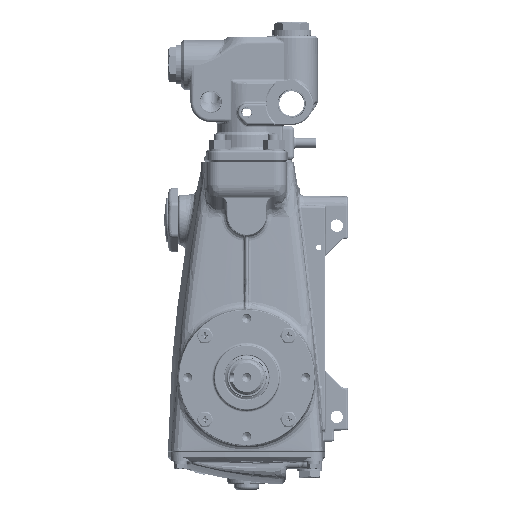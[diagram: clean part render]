
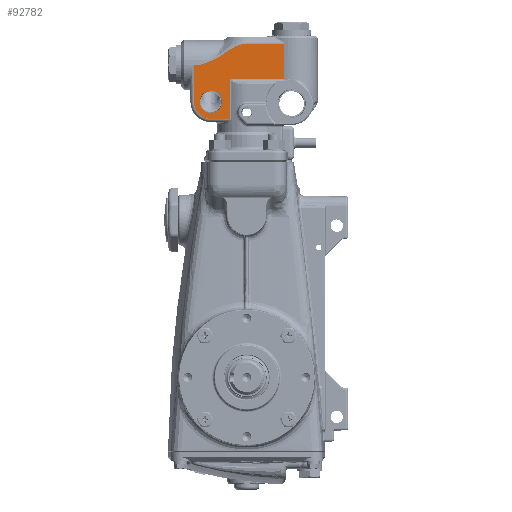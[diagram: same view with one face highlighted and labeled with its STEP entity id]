
A CAD part, left-side view. The second image highlights one B-rep face of the part: STEP entity #92782.
In plain terms, the highlighted planar face has unit normal (-1, 0, 0).
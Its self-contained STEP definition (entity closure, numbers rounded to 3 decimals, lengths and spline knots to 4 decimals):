
#2533 = CARTESIAN_POINT ( 'NONE',  ( -2.5984, 1.2598, 9.6457 ) ) ;
#4684 = CARTESIAN_POINT ( 'NONE',  ( -2.5984, 0.3111, 11.6214 ) ) ;
#7137 = ORIENTED_EDGE ( 'NONE', *, *, #64579, .T. ) ;
#7404 = CARTESIAN_POINT ( 'NONE',  ( -2.5984, 0.3296, 11.6141 ) ) ;
#14622 = CARTESIAN_POINT ( 'NONE',  ( -2.5984, 1.4485, 11.0042 ) ) ;
#22281 = AXIS2_PLACEMENT_3D ( 'NONE', #206492, #127247, #210530 ) ;
#25213 = CARTESIAN_POINT ( 'NONE',  ( -2.5984, 0.5678, 10.4528 ) ) ;
#26565 = CARTESIAN_POINT ( 'NONE',  ( -2.5984, 0.2544, 11.6415 ) ) ;
#27863 = B_SPLINE_CURVE_WITH_KNOTS ( 'NONE', 3,
 ( #257379, #108499, #191817, #26565, #68905, #4684, #7404, #127644, #29267, #130370, #213695, #49774, #153578, #88047 ),
 .UNSPECIFIED., .F., .F.,
 ( 4, 2, 2, 2, 2, 2, 4 ),
 ( 0., 0.006, 0.0076, 0.0091, 0.0121, 0.0181, 0.0242 ),
 .UNSPECIFIED. ) ;
#27929 = VERTEX_POINT ( 'NONE', #172318 ) ;
#28353 = EDGE_CURVE ( 'NONE', #159317, #254099, #27863, .T. ) ;
#29267 = CARTESIAN_POINT ( 'NONE',  ( -2.5984, 0.4204, 11.5739 ) ) ;
#31281 = VERTEX_POINT ( 'NONE', #25213 ) ;
#32473 = CARTESIAN_POINT ( 'NONE',  ( -2.5984, 0.8541, 11.2961 ) ) ;
#33039 = EDGE_CURVE ( 'NONE', #266581, #27929, #154398, .T. ) ;
#36501 = CARTESIAN_POINT ( 'NONE',  ( -2.5984, 1.093, 11.1516 ) ) ;
#38234 = EDGE_CURVE ( 'NONE', #147920, #38843, #264687, .T. ) ;
#38843 = VERTEX_POINT ( 'NONE', #68544 ) ;
#39375 = VERTEX_POINT ( 'NONE', #75966 ) ;
#42016 = ORIENTED_EDGE ( 'NONE', *, *, #213154, .T. ) ;
#49774 = CARTESIAN_POINT ( 'NONE',  ( -2.5984, 0.7257, 11.3904 ) ) ;
#53292 = DIRECTION ( 'NONE',  ( 0., 0., 1. ) ) ;
#53679 = DIRECTION ( 'NONE',  ( 0., 1., 0. ) ) ;
#54289 = VECTOR ( 'NONE', #106671, 39.3701 ) ;
#56999 = CARTESIAN_POINT ( 'NONE',  ( -2.5984, 1.5968, 10.9507 ) ) ;
#60999 = CARTESIAN_POINT ( 'NONE',  ( -2.5984, 0.97, 11.2174 ) ) ;
#62556 = EDGE_CURVE ( 'NONE', #39375, #79802, #169640, .T. ) ;
#63675 = ORIENTED_EDGE ( 'NONE', *, *, #119642, .T. ) ;
#64579 = EDGE_CURVE ( 'NONE', #233548, #99838, #207813, .T. ) ;
#65535 = CARTESIAN_POINT ( 'NONE',  ( -2.5984, 0.6693, 13.0424 ) ) ;
#66126 = ORIENTED_EDGE ( 'NONE', *, *, #62556, .F. ) ;
#68544 = CARTESIAN_POINT ( 'NONE',  ( -2.5984, 1.8504, 9.6457 ) ) ;
#68905 = CARTESIAN_POINT ( 'NONE',  ( -2.5984, 0.2734, 11.6351 ) ) ;
#69803 = CARTESIAN_POINT ( 'NONE',  ( -2.5984, 1.2598, 9.2565 ) ) ;
#72836 = ORIENTED_EDGE ( 'NONE', *, *, #224799, .T. ) ;
#74711 = CARTESIAN_POINT ( 'NONE',  ( -2.5984, -1.2992, 10.4528 ) ) ;
#75966 = CARTESIAN_POINT ( 'NONE',  ( -2.5984, 1.2598, 10.0349 ) ) ;
#77605 = CARTESIAN_POINT ( 'NONE',  ( -2.5984, 1.8504, 9.6457 ) ) ;
#78829 = CARTESIAN_POINT ( 'NONE',  ( -2.5984, 1.5802, 10.9566 ) ) ;
#79802 = VERTEX_POINT ( 'NONE', #69803 ) ;
#84132 = EDGE_CURVE ( 'NONE', #147920, #167998, #89613, .T. ) ;
#84768 = VECTOR ( 'NONE', #241662, 39.3701 ) ;
#88047 = CARTESIAN_POINT ( 'NONE',  ( -2.5984, 0.8541, 11.2961 ) ) ;
#89613 = LINE ( 'NONE', #151071, #95815 ) ;
#92782 = ADVANCED_FACE ( 'NONE', ( #125669, #128352 ), #129727, .F. ) ;
#95117 = CARTESIAN_POINT ( 'NONE',  ( -2.5984, 0.5678, 9.0551 ) ) ;
#95815 = VECTOR ( 'NONE', #156484, 39.3701 ) ;
#97678 = CARTESIAN_POINT ( 'NONE',  ( -2.5984, 0.8541, 11.2961 ) ) ;
#99838 = VERTEX_POINT ( 'NONE', #95117 ) ;
#102663 = EDGE_CURVE ( 'NONE', #79802, #39375, #266357, .T. ) ;
#103309 = CARTESIAN_POINT ( 'NONE',  ( -2.5984, 1.1563, 11.1221 ) ) ;
#106671 = DIRECTION ( 'NONE',  ( 0., -1., 0. ) ) ;
#108499 = CARTESIAN_POINT ( 'NONE',  ( -2.5984, 0.0806, 11.6834 ) ) ;
#108571 = B_SPLINE_CURVE_WITH_KNOTS ( 'NONE', 3,
 ( #32473, #142992, #60999, #36501, #103309, #244083, #144321, #14622, #162108, #245401, #204440, #78829, #56999, #140324 ),
 .UNSPECIFIED., .F., .F.,
 ( 4, 2, 2, 2, 2, 2, 4 ),
 ( 0., 0.0053, 0.0106, 0.0159, 0.0186, 0.0199, 0.0213 ),
 .UNSPECIFIED. ) ;
#109005 = EDGE_LOOP ( 'NONE', ( #66126, #140686 ) ) ;
#111816 = DIRECTION ( 'NONE',  ( -1., 0., 0. ) ) ;
#119478 = AXIS2_PLACEMENT_3D ( 'NONE', #65535, #249935, #213044 ) ;
#119642 = EDGE_CURVE ( 'NONE', #99838, #31281, #181558, .T. ) ;
#122030 = DIRECTION ( 'NONE',  ( 0., -1., 0. ) ) ;
#125669 = FACE_BOUND ( 'NONE', #109005, .T. ) ;
#127002 = CIRCLE ( 'NONE', #22281, 0.5906 ) ;
#127247 = DIRECTION ( 'NONE',  ( -1., 0., 0. ) ) ;
#127644 = CARTESIAN_POINT ( 'NONE',  ( -2.5984, 0.3846, 11.5909 ) ) ;
#128352 = FACE_OUTER_BOUND ( 'NONE', #167725, .T. ) ;
#129727 = PLANE ( 'NONE',  #119478 ) ;
#130370 = CARTESIAN_POINT ( 'NONE',  ( -2.5984, 0.5257, 11.5191 ) ) ;
#130900 = CARTESIAN_POINT ( 'NONE',  ( -2.5984, 1.2598, 9.6457 ) ) ;
#140324 = CARTESIAN_POINT ( 'NONE',  ( -2.5984, 1.6132, 10.9449 ) ) ;
#140686 = ORIENTED_EDGE ( 'NONE', *, *, #102663, .F. ) ;
#142992 = CARTESIAN_POINT ( 'NONE',  ( -2.5984, 0.9104, 11.2537 ) ) ;
#144321 = CARTESIAN_POINT ( 'NONE',  ( -2.5984, 1.3502, 11.0412 ) ) ;
#144998 = CARTESIAN_POINT ( 'NONE',  ( -2.5984, 0.6693, 9.0551 ) ) ;
#145382 = VECTOR ( 'NONE', #53292, 39.3701 ) ;
#147920 = VERTEX_POINT ( 'NONE', #200939 ) ;
#151071 = CARTESIAN_POINT ( 'NONE',  ( -2.5984, 1.9685, 10.9449 ) ) ;
#152148 = AXIS2_PLACEMENT_3D ( 'NONE', #2533, #111816, #195111 ) ;
#153578 = CARTESIAN_POINT ( 'NONE',  ( -2.5984, 0.7905, 11.3439 ) ) ;
#154398 = LINE ( 'NONE', #199409, #145382 ) ;
#156484 = DIRECTION ( 'NONE',  ( 0., -1., 0. ) ) ;
#157486 = CARTESIAN_POINT ( 'NONE',  ( -2.5984, 0., 11.6834 ) ) ;
#159317 = VERTEX_POINT ( 'NONE', #212665 ) ;
#160889 = DIRECTION ( 'NONE',  ( 0., 0., -1. ) ) ;
#162108 = CARTESIAN_POINT ( 'NONE',  ( -2.5984, 1.4814, 10.9921 ) ) ;
#163357 = CARTESIAN_POINT ( 'NONE',  ( -2.5984, 1.2598, 9.0551 ) ) ;
#167725 = EDGE_LOOP ( 'NONE', ( #215236, #214548, #42016, #228818, #72836, #178637, #206148, #216245, #7137, #63675 ) ) ;
#167998 = VERTEX_POINT ( 'NONE', #242849 ) ;
#169640 = CIRCLE ( 'NONE', #152148, 0.3892 ) ;
#172318 = CARTESIAN_POINT ( 'NONE',  ( -2.5984, -1.2992, 11.6834 ) ) ;
#174585 = DIRECTION ( 'NONE',  ( 0., 0., 1. ) ) ;
#178637 = ORIENTED_EDGE ( 'NONE', *, *, #84132, .F. ) ;
#181558 = LINE ( 'NONE', #264867, #84768 ) ;
#185664 = EDGE_CURVE ( 'NONE', #31281, #266581, #223122, .T. ) ;
#191817 = CARTESIAN_POINT ( 'NONE',  ( -2.5984, 0.1588, 11.6702 ) ) ;
#192053 = AXIS2_PLACEMENT_3D ( 'NONE', #130900, #215541, #174585 ) ;
#195111 = DIRECTION ( 'NONE',  ( 0., 0., 1. ) ) ;
#199409 = CARTESIAN_POINT ( 'NONE',  ( -2.5984, -1.2992, 13.0424 ) ) ;
#200939 = CARTESIAN_POINT ( 'NONE',  ( -2.5984, 1.8504, 10.9449 ) ) ;
#204440 = CARTESIAN_POINT ( 'NONE',  ( -2.5984, 1.5472, 10.9683 ) ) ;
#206148 = ORIENTED_EDGE ( 'NONE', *, *, #38234, .T. ) ;
#206492 = CARTESIAN_POINT ( 'NONE',  ( -2.5984, 1.2598, 9.6457 ) ) ;
#207554 = VECTOR ( 'NONE', #53679, 39.3701 ) ;
#207813 = LINE ( 'NONE', #144998, #54289 ) ;
#210530 = DIRECTION ( 'NONE',  ( 0., 0., -1. ) ) ;
#212254 = VECTOR ( 'NONE', #160889, 39.3701 ) ;
#212665 = CARTESIAN_POINT ( 'NONE',  ( -2.5984, 0., 11.6834 ) ) ;
#213044 = DIRECTION ( 'NONE',  ( 0., 0., -1. ) ) ;
#213154 = EDGE_CURVE ( 'NONE', #27929, #159317, #239418, .T. ) ;
#213695 = CARTESIAN_POINT ( 'NONE',  ( -2.5984, 0.5933, 11.4779 ) ) ;
#214548 = ORIENTED_EDGE ( 'NONE', *, *, #33039, .T. ) ;
#215236 = ORIENTED_EDGE ( 'NONE', *, *, #185664, .T. ) ;
#215541 = DIRECTION ( 'NONE',  ( -1., 0., 0. ) ) ;
#216245 = ORIENTED_EDGE ( 'NONE', *, *, #223584, .T. ) ;
#223122 = LINE ( 'NONE', #266793, #231516 ) ;
#223584 = EDGE_CURVE ( 'NONE', #38843, #233548, #127002, .T. ) ;
#224799 = EDGE_CURVE ( 'NONE', #254099, #167998, #108571, .T. ) ;
#228818 = ORIENTED_EDGE ( 'NONE', *, *, #28353, .T. ) ;
#231516 = VECTOR ( 'NONE', #122030, 39.3701 ) ;
#233548 = VERTEX_POINT ( 'NONE', #163357 ) ;
#239418 = LINE ( 'NONE', #157486, #207554 ) ;
#241662 = DIRECTION ( 'NONE',  ( 0., 0., 1. ) ) ;
#242849 = CARTESIAN_POINT ( 'NONE',  ( -2.5984, 1.6132, 10.9449 ) ) ;
#244083 = CARTESIAN_POINT ( 'NONE',  ( -2.5984, 1.2851, 11.0669 ) ) ;
#245401 = CARTESIAN_POINT ( 'NONE',  ( -2.5984, 1.5307, 10.9742 ) ) ;
#249935 = DIRECTION ( 'NONE',  ( 1., 0., 0. ) ) ;
#254099 = VERTEX_POINT ( 'NONE', #97678 ) ;
#257379 = CARTESIAN_POINT ( 'NONE',  ( -2.5984, 0., 11.6834 ) ) ;
#264687 = LINE ( 'NONE', #77605, #212254 ) ;
#264867 = CARTESIAN_POINT ( 'NONE',  ( -2.5984, 0.5678, 10.3346 ) ) ;
#266357 = CIRCLE ( 'NONE', #192053, 0.3892 ) ;
#266581 = VERTEX_POINT ( 'NONE', #74711 ) ;
#266793 = CARTESIAN_POINT ( 'NONE',  ( -2.5984, 0.6693, 10.4528 ) ) ;
